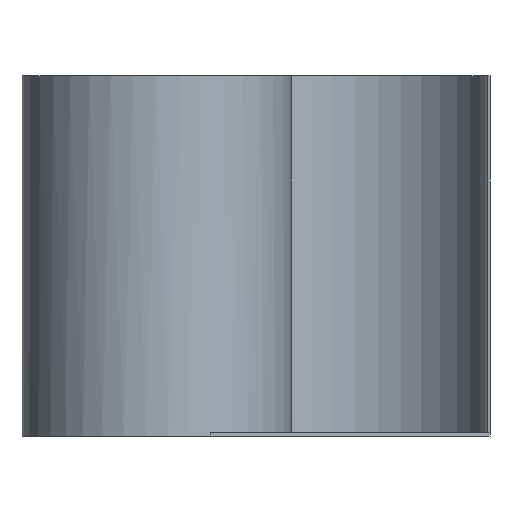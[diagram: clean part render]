
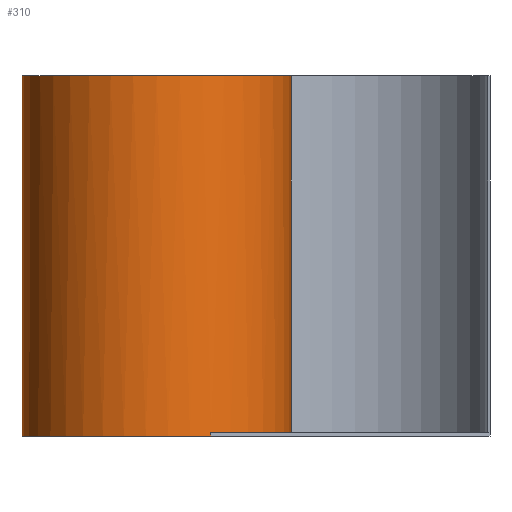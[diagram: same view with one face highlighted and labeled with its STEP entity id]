
A CAD part, front view. The second image highlights one B-rep face of the part: STEP entity #310.
In plain terms, the highlighted cylindrical face has radius 43.15 mm (diameter 86.3 mm), a partial arc.
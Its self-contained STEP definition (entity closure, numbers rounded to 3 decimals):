
#25=CIRCLE('',#343,43.15);
#26=CIRCLE('',#344,43.15);
#27=CIRCLE('',#345,43.15);
#41=CYLINDRICAL_SURFACE('',#342,43.15);
#49=FACE_OUTER_BOUND('',#66,.T.);
#66=EDGE_LOOP('',(#217,#218,#219,#220,#221,#222,#223));
#91=LINE('',#484,#118);
#92=LINE('',#489,#119);
#93=LINE('',#493,#120);
#94=LINE('',#495,#121);
#118=VECTOR('',#384,10.);
#119=VECTOR('',#389,10.);
#120=VECTOR('',#392,10.);
#121=VECTOR('',#393,10.);
#143=VERTEX_POINT('',#478);
#145=VERTEX_POINT('',#482);
#146=VERTEX_POINT('',#486);
#147=VERTEX_POINT('',#488);
#148=VERTEX_POINT('',#490);
#149=VERTEX_POINT('',#492);
#150=VERTEX_POINT('',#494);
#173=EDGE_CURVE('',#143,#145,#91,.T.);
#174=EDGE_CURVE('',#145,#146,#25,.T.);
#175=EDGE_CURVE('',#146,#147,#92,.T.);
#176=EDGE_CURVE('',#148,#147,#26,.T.);
#177=EDGE_CURVE('',#149,#148,#93,.T.);
#178=EDGE_CURVE('',#150,#149,#94,.T.);
#179=EDGE_CURVE('',#150,#143,#27,.T.);
#217=ORIENTED_EDGE('',*,*,#173,.T.);
#218=ORIENTED_EDGE('',*,*,#174,.T.);
#219=ORIENTED_EDGE('',*,*,#175,.T.);
#220=ORIENTED_EDGE('',*,*,#176,.F.);
#221=ORIENTED_EDGE('',*,*,#177,.F.);
#222=ORIENTED_EDGE('',*,*,#178,.F.);
#223=ORIENTED_EDGE('',*,*,#179,.T.);
#310=ADVANCED_FACE('',(#49),#41,.T.);
#342=AXIS2_PLACEMENT_3D('',#485,#385,#386);
#343=AXIS2_PLACEMENT_3D('',#487,#387,#388);
#344=AXIS2_PLACEMENT_3D('',#491,#390,#391);
#345=AXIS2_PLACEMENT_3D('',#496,#394,#395);
#384=DIRECTION('',(0.,0.,1.));
#385=DIRECTION('center_axis',(0.,0.,1.));
#386=DIRECTION('ref_axis',(-1.,0.,0.));
#387=DIRECTION('center_axis',(0.,0.,1.));
#388=DIRECTION('ref_axis',(-1.,0.,0.));
#389=DIRECTION('',(0.,0.,1.));
#390=DIRECTION('center_axis',(0.,0.,1.));
#391=DIRECTION('ref_axis',(-1.,0.,0.));
#392=DIRECTION('',(0.,0.,1.));
#393=DIRECTION('',(0.,0.,1.));
#394=DIRECTION('center_axis',(0.,0.,1.));
#395=DIRECTION('ref_axis',(-1.,0.,0.));
#478=CARTESIAN_POINT('',(-14.424,-39.475,0.));
#482=CARTESIAN_POINT('',(-14.424,-39.475,1.2));
#484=CARTESIAN_POINT('',(-14.424,-39.475,0.));
#485=CARTESIAN_POINT('Origin',(-31.85,0.,0.));
#486=CARTESIAN_POINT('',(11.3,0.,1.2));
#487=CARTESIAN_POINT('Origin',(-31.85,0.,1.2));
#488=CARTESIAN_POINT('',(11.3,0.,115.5));
#489=CARTESIAN_POINT('',(11.3,0.,0.));
#490=CARTESIAN_POINT('',(-75.,0.,115.5));
#491=CARTESIAN_POINT('Origin',(-31.85,0.,115.5));
#492=CARTESIAN_POINT('',(-75.,0.,1.2));
#493=CARTESIAN_POINT('',(-75.,0.,0.));
#494=CARTESIAN_POINT('',(-75.,0.,0.));
#495=CARTESIAN_POINT('',(-75.,0.,0.));
#496=CARTESIAN_POINT('Origin',(-31.85,0.,0.));
